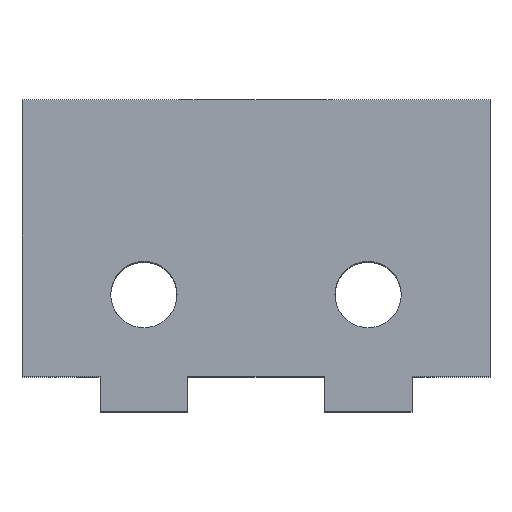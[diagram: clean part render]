
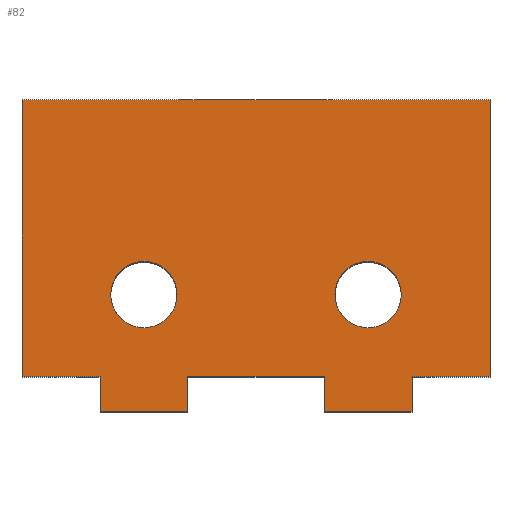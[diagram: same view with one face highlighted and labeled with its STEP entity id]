
A CAD part, top view. The second image highlights one B-rep face of the part: STEP entity #82.
In plain terms, the highlighted planar face has unit normal (0, 0, 1).
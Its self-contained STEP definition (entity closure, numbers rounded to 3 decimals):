
#27 = EDGE_CURVE ( 'NONE', #1513, #784, #835, .T. ) ;
#28 = VECTOR ( 'NONE', #444, 1000. ) ;
#44 = EDGE_CURVE ( 'NONE', #289, #424, #1600, .T. ) ;
#49 = ORIENTED_EDGE ( 'NONE', *, *, #220, .T. ) ;
#53 = EDGE_CURVE ( 'NONE', #925, #1513, #1009, .T. ) ;
#62 = CIRCLE ( 'NONE', #714, 1.7 ) ;
#80 = CARTESIAN_POINT ( 'NONE',  ( -5.75, 6., 26. ) ) ;
#82 = ADVANCED_FACE ( 'NONE', ( #881, #384, #392 ), #1623, .T. ) ;
#86 = CARTESIAN_POINT ( 'NONE',  ( 8., 1.8, 26. ) ) ;
#93 = EDGE_LOOP ( 'NONE', ( #1223, #416 ) ) ;
#124 = DIRECTION ( 'NONE',  ( 1., 0., 0. ) ) ;
#133 = DIRECTION ( 'NONE',  ( 1., 0., 0. ) ) ;
#146 = VERTEX_POINT ( 'NONE', #1276 ) ;
#158 = LINE ( 'NONE', #680, #1148 ) ;
#177 = CARTESIAN_POINT ( 'NONE',  ( 8., 0., 26. ) ) ;
#178 = LINE ( 'NONE', #1447, #490 ) ;
#185 = VECTOR ( 'NONE', #370, 1000. ) ;
#193 = CARTESIAN_POINT ( 'NONE',  ( 3.5, 0., 26. ) ) ;
#194 = CARTESIAN_POINT ( 'NONE',  ( 8., 1.8, 26. ) ) ;
#195 = ORIENTED_EDGE ( 'NONE', *, *, #1244, .F. ) ;
#198 = ORIENTED_EDGE ( 'NONE', *, *, #1230, .T. ) ;
#201 = DIRECTION ( 'NONE',  ( 0., 1., 0. ) ) ;
#202 = DIRECTION ( 'NONE',  ( 0., 1., 0. ) ) ;
#220 = EDGE_CURVE ( 'NONE', #424, #146, #689, .T. ) ;
#239 = AXIS2_PLACEMENT_3D ( 'NONE', #80, #1355, #730 ) ;
#245 = CARTESIAN_POINT ( 'NONE',  ( -8., 1.8, 26. ) ) ;
#263 = ORIENTED_EDGE ( 'NONE', *, *, #53, .T. ) ;
#289 = VERTEX_POINT ( 'NONE', #480 ) ;
#317 = DIRECTION ( 'NONE',  ( -1., 0., 0. ) ) ;
#322 = CARTESIAN_POINT ( 'NONE',  ( -12., 1.8, 26. ) ) ;
#330 = LINE ( 'NONE', #194, #727 ) ;
#339 = EDGE_CURVE ( 'NONE', #784, #939, #1615, .T. ) ;
#349 = CARTESIAN_POINT ( 'NONE',  ( -8., 0., 26. ) ) ;
#358 = CARTESIAN_POINT ( 'NONE',  ( -3.5, 0., 26. ) ) ;
#370 = DIRECTION ( 'NONE',  ( 0., -1., 0. ) ) ;
#373 = EDGE_CURVE ( 'NONE', #447, #925, #489, .T. ) ;
#384 = FACE_OUTER_BOUND ( 'NONE', #850, .T. ) ;
#392 = FACE_BOUND ( 'NONE', #93, .T. ) ;
#414 = VECTOR ( 'NONE', #517, 1000. ) ;
#416 = ORIENTED_EDGE ( 'NONE', *, *, #1187, .F. ) ;
#424 = VERTEX_POINT ( 'NONE', #1643 ) ;
#426 = CARTESIAN_POINT ( 'NONE',  ( 7.45, 6., 26. ) ) ;
#444 = DIRECTION ( 'NONE',  ( 0., -1., 0. ) ) ;
#447 = VERTEX_POINT ( 'NONE', #245 ) ;
#451 = AXIS2_PLACEMENT_3D ( 'NONE', #1625, #500, #882 ) ;
#452 = CARTESIAN_POINT ( 'NONE',  ( -3.5, 0., 26. ) ) ;
#458 = CIRCLE ( 'NONE', #1587, 1.7 ) ;
#461 = LINE ( 'NONE', #177, #1312 ) ;
#480 = CARTESIAN_POINT ( 'NONE',  ( 12., 16., 26. ) ) ;
#489 = LINE ( 'NONE', #349, #185 ) ;
#490 = VECTOR ( 'NONE', #1428, 1000. ) ;
#492 = ORIENTED_EDGE ( 'NONE', *, *, #27, .T. ) ;
#500 = DIRECTION ( 'NONE',  ( 0., 0., 1. ) ) ;
#507 = CARTESIAN_POINT ( 'NONE',  ( -8., 0., 26. ) ) ;
#517 = DIRECTION ( 'NONE',  ( 1., 0., 0. ) ) ;
#560 = DIRECTION ( 'NONE',  ( 0., -1., 0. ) ) ;
#574 = EDGE_CURVE ( 'NONE', #1120, #289, #178, .T. ) ;
#639 = CARTESIAN_POINT ( 'NONE',  ( -8., 0., 26. ) ) ;
#642 = DIRECTION ( 'NONE',  ( 0., 0., 1. ) ) ;
#659 = CARTESIAN_POINT ( 'NONE',  ( -7.45, 6., 26. ) ) ;
#680 = CARTESIAN_POINT ( 'NONE',  ( 3.5, 1.8, 26. ) ) ;
#689 = LINE ( 'NONE', #322, #28 ) ;
#708 = EDGE_CURVE ( 'NONE', #1488, #1120, #330, .T. ) ;
#714 = AXIS2_PLACEMENT_3D ( 'NONE', #1411, #1294, #133 ) ;
#727 = VECTOR ( 'NONE', #946, 1000. ) ;
#730 = DIRECTION ( 'NONE',  ( 1., 0., 0. ) ) ;
#756 = DIRECTION ( 'NONE',  ( 1., 0., 0. ) ) ;
#780 = CARTESIAN_POINT ( 'NONE',  ( -12., 16., 26. ) ) ;
#782 = CARTESIAN_POINT ( 'NONE',  ( -8., 1.8, 26. ) ) ;
#784 = VERTEX_POINT ( 'NONE', #1589 ) ;
#835 = LINE ( 'NONE', #358, #1102 ) ;
#850 = EDGE_LOOP ( 'NONE', ( #263, #492, #1072, #1495, #1131, #1617, #1240, #1555, #856, #49, #198, #1302 ) ) ;
#856 = ORIENTED_EDGE ( 'NONE', *, *, #44, .T. ) ;
#857 = CIRCLE ( 'NONE', #239, 1.7 ) ;
#881 = FACE_BOUND ( 'NONE', #1251, .T. ) ;
#882 = DIRECTION ( 'NONE',  ( -1., 0., 0. ) ) ;
#889 = DIRECTION ( 'NONE',  ( -1., 0., 0. ) ) ;
#894 = CARTESIAN_POINT ( 'NONE',  ( 12., 1.8, 26. ) ) ;
#897 = CIRCLE ( 'NONE', #451, 1.7 ) ;
#925 = VERTEX_POINT ( 'NONE', #639 ) ;
#939 = VERTEX_POINT ( 'NONE', #1252 ) ;
#945 = CARTESIAN_POINT ( 'NONE',  ( 5.75, 6., 26. ) ) ;
#946 = DIRECTION ( 'NONE',  ( 1., 0., 0. ) ) ;
#1009 = LINE ( 'NONE', #507, #414 ) ;
#1025 = EDGE_CURVE ( 'NONE', #1584, #1519, #857, .T. ) ;
#1072 = ORIENTED_EDGE ( 'NONE', *, *, #339, .T. ) ;
#1094 = VERTEX_POINT ( 'NONE', #1134 ) ;
#1102 = VECTOR ( 'NONE', #202, 1000. ) ;
#1120 = VERTEX_POINT ( 'NONE', #894 ) ;
#1131 = ORIENTED_EDGE ( 'NONE', *, *, #1524, .T. ) ;
#1134 = CARTESIAN_POINT ( 'NONE',  ( 8., 0., 26. ) ) ;
#1148 = VECTOR ( 'NONE', #560, 1000. ) ;
#1187 = EDGE_CURVE ( 'NONE', #1519, #1584, #62, .T. ) ;
#1198 = ORIENTED_EDGE ( 'NONE', *, *, #1515, .F. ) ;
#1223 = ORIENTED_EDGE ( 'NONE', *, *, #1025, .F. ) ;
#1230 = EDGE_CURVE ( 'NONE', #146, #447, #1380, .T. ) ;
#1240 = ORIENTED_EDGE ( 'NONE', *, *, #708, .T. ) ;
#1244 = EDGE_CURVE ( 'NONE', #1304, #1421, #897, .T. ) ;
#1251 = EDGE_LOOP ( 'NONE', ( #1198, #195 ) ) ;
#1252 = CARTESIAN_POINT ( 'NONE',  ( 3.5, 1.8, 26. ) ) ;
#1276 = CARTESIAN_POINT ( 'NONE',  ( -12., 1.8, 26. ) ) ;
#1294 = DIRECTION ( 'NONE',  ( 0., 0., 1. ) ) ;
#1302 = ORIENTED_EDGE ( 'NONE', *, *, #373, .T. ) ;
#1304 = VERTEX_POINT ( 'NONE', #426 ) ;
#1312 = VECTOR ( 'NONE', #201, 1000. ) ;
#1346 = AXIS2_PLACEMENT_3D ( 'NONE', #1508, #642, #124 ) ;
#1355 = DIRECTION ( 'NONE',  ( 0., 0., 1. ) ) ;
#1368 = CARTESIAN_POINT ( 'NONE',  ( 4.05, 6., 26. ) ) ;
#1372 = CARTESIAN_POINT ( 'NONE',  ( -3.5, 1.8, 26. ) ) ;
#1380 = LINE ( 'NONE', #782, #1579 ) ;
#1388 = CARTESIAN_POINT ( 'NONE',  ( 3.5, 0., 26. ) ) ;
#1397 = EDGE_CURVE ( 'NONE', #939, #1407, #158, .T. ) ;
#1400 = VECTOR ( 'NONE', #889, 1000. ) ;
#1407 = VERTEX_POINT ( 'NONE', #193 ) ;
#1411 = CARTESIAN_POINT ( 'NONE',  ( -5.75, 6., 26. ) ) ;
#1421 = VERTEX_POINT ( 'NONE', #1368 ) ;
#1423 = VECTOR ( 'NONE', #1493, 1000. ) ;
#1428 = DIRECTION ( 'NONE',  ( 0., 1., 0. ) ) ;
#1439 = EDGE_CURVE ( 'NONE', #1094, #1488, #461, .T. ) ;
#1447 = CARTESIAN_POINT ( 'NONE',  ( 12., 1.8, 26. ) ) ;
#1459 = DIRECTION ( 'NONE',  ( 0., 0., 1. ) ) ;
#1488 = VERTEX_POINT ( 'NONE', #86 ) ;
#1493 = DIRECTION ( 'NONE',  ( 1., 0., 0. ) ) ;
#1495 = ORIENTED_EDGE ( 'NONE', *, *, #1397, .T. ) ;
#1508 = CARTESIAN_POINT ( 'NONE',  ( 0., 0., 26. ) ) ;
#1512 = VECTOR ( 'NONE', #1522, 1000. ) ;
#1513 = VERTEX_POINT ( 'NONE', #452 ) ;
#1515 = EDGE_CURVE ( 'NONE', #1421, #1304, #458, .T. ) ;
#1519 = VERTEX_POINT ( 'NONE', #1647 ) ;
#1522 = DIRECTION ( 'NONE',  ( 1., 0., 0. ) ) ;
#1524 = EDGE_CURVE ( 'NONE', #1407, #1094, #1640, .T. ) ;
#1555 = ORIENTED_EDGE ( 'NONE', *, *, #574, .T. ) ;
#1579 = VECTOR ( 'NONE', #756, 1000. ) ;
#1584 = VERTEX_POINT ( 'NONE', #659 ) ;
#1587 = AXIS2_PLACEMENT_3D ( 'NONE', #945, #1459, #317 ) ;
#1589 = CARTESIAN_POINT ( 'NONE',  ( -3.5, 1.8, 26. ) ) ;
#1600 = LINE ( 'NONE', #780, #1400 ) ;
#1615 = LINE ( 'NONE', #1372, #1423 ) ;
#1617 = ORIENTED_EDGE ( 'NONE', *, *, #1439, .T. ) ;
#1623 = PLANE ( 'NONE',  #1346 ) ;
#1625 = CARTESIAN_POINT ( 'NONE',  ( 5.75, 6., 26. ) ) ;
#1640 = LINE ( 'NONE', #1388, #1512 ) ;
#1643 = CARTESIAN_POINT ( 'NONE',  ( -12., 16., 26. ) ) ;
#1647 = CARTESIAN_POINT ( 'NONE',  ( -4.05, 6., 26. ) ) ;
